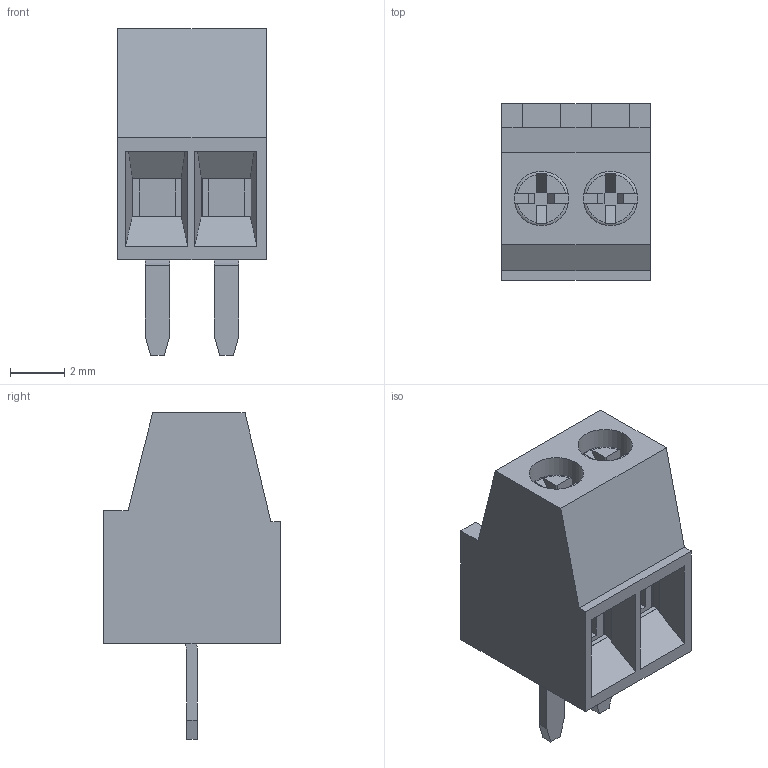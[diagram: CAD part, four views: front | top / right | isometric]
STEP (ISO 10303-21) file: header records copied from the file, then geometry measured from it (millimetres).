
FILE_DESCRIPTION(/* description */ ('Unknown'),/* implementation_level */ '2;1');
FILE_NAME(/* name */ '691210910002',/* time_stamp */ '2017-07-03T14:49:42+02:00',/* author */ ('Unknown'),/* organization */ ('Unknown'),/* preprocessor_version */ 'ST-DEVELOPER v16.7',/* originating_system */ 'DEX',/* authorisation */ $);
FILE_SCHEMA (('AUTOMOTIVE_DESIGN {1 0 10303 214 3 1 1}'));
Length unit declared in the file: millimetre
Products named in the file (5): 6912109100xx; 691210910002; 6912109100xx_CAGE; 6912109100xx_PIN; 6912109100xx_VIS
Assembly tree (7 placements, depth 2):
  6912109100xx
    691210910002
    6912109100xx_CAGE  x2
    6912109100xx_PIN  x2
    6912109100xx_VIS  x2
Bounding box: 5.48 x 6.5 x 12 mm (x, y, z)
Volume: 181.4 mm3; surface area: 717.3 mm2
Topology: 7 solids, 7 shells, 238 faces, 636 edges, 412 vertices
Faces by surface type: plane 208, cylinder 22, torus 6, cone 2
Full cylindrical faces by diameter (mm): 1.5 x4, 1.7 x2, 2 x2, 2.1 x2
Entity records: 5474 total; most frequent: CARTESIAN_POINT 919, ORIENTED_EDGE 864, DIRECTION 804, EDGE_CURVE 432, LINE 382, VECTOR 382, VERTEX_POINT 286, AXIS2_PLACEMENT_3D 211
